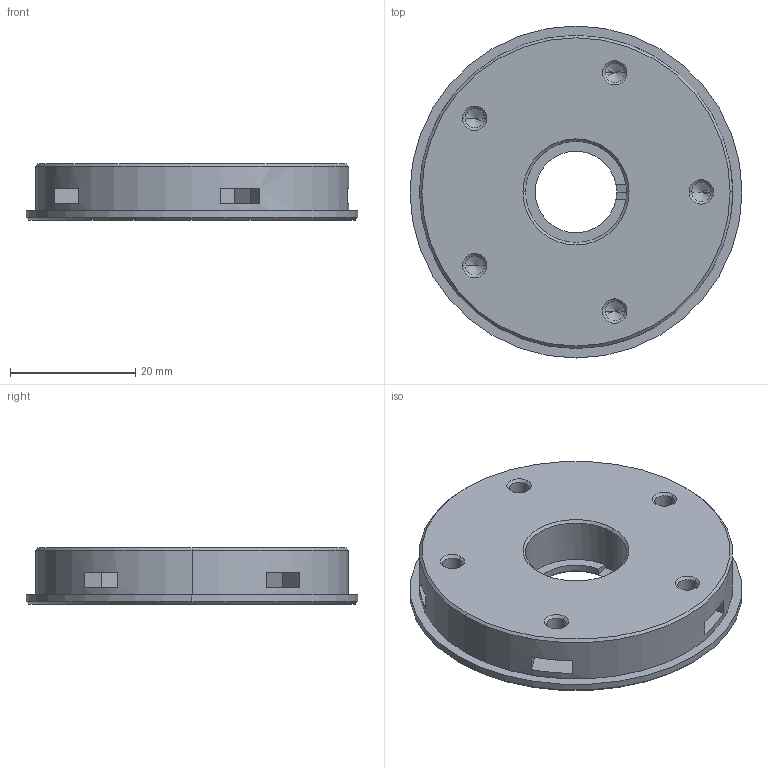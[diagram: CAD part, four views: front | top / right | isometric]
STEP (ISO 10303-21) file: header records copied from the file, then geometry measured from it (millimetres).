
FILE_DESCRIPTION (( 'STEP AP214' ), '1' );
FILE_NAME ('cycloid_outputdisk.STEP', '2025-03-31T14:03:35', ( '' ), ( '' ), 'SwSTEP 2.0', 'SolidWorks 2025', '' );
FILE_SCHEMA (( 'AUTOMOTIVE_DESIGN' ));
Length unit declared in the file: millimetre
Products named in the file (1): cycloid_outputdisk_housing_rotation
Bounding box: 53 x 53 x 9 mm (x, y, z)
Volume: 15216.7 mm3; surface area: 7031 mm2
Topology: 1 solids, 1 shells, 123 faces, 293 edges, 177 vertices
Faces by surface type: plane 46, cone 40, cylinder 37
Entity records: 3525 total; most frequent: DIRECTION 648, CARTESIAN_POINT 590, ORIENTED_EDGE 566, EDGE_CURVE 283, AXIS2_PLACEMENT_3D 243, VERTEX_POINT 177, VECTOR 162, LINE 162
